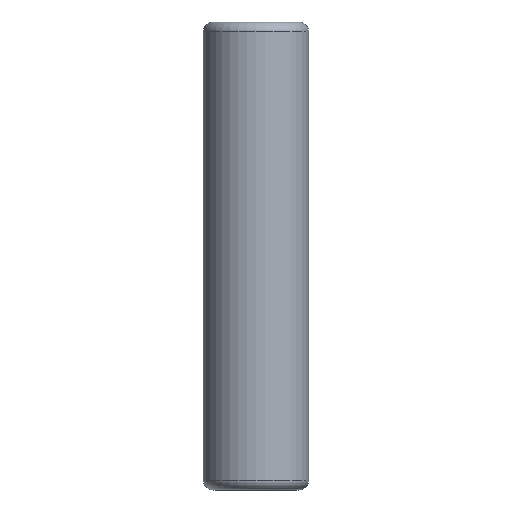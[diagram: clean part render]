
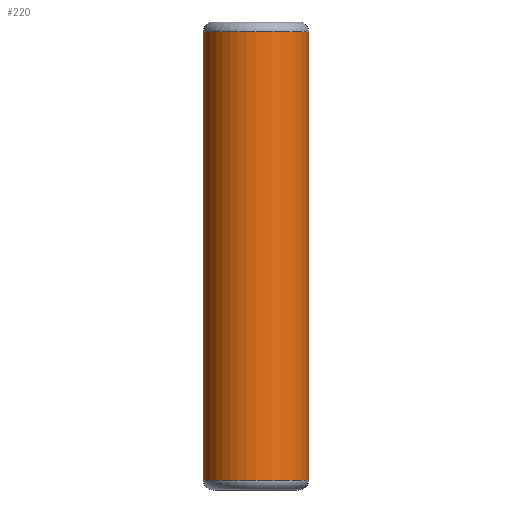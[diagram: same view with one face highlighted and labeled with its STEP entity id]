
A CAD part, front view. The second image highlights one B-rep face of the part: STEP entity #220.
In plain terms, the highlighted cylindrical face has radius 8 mm (diameter 16 mm), a partial arc.
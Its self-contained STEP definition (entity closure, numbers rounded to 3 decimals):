
#1 = EDGE_CURVE ( 'NONE', #26, #13, #184, .T. ) ;
#10 = CARTESIAN_POINT ( 'NONE',  ( 8., 0., 71. ) ) ;
#11 = VERTEX_POINT ( 'NONE', #409 ) ;
#13 = VERTEX_POINT ( 'NONE', #28 ) ;
#16 = VERTEX_POINT ( 'NONE', #405 ) ;
#26 = VERTEX_POINT ( 'NONE', #391 ) ;
#27 = DIRECTION ( 'NONE',  ( 0., 0., -1. ) ) ;
#28 = CARTESIAN_POINT ( 'NONE',  ( 8., 0., 1.5 ) ) ;
#32 = CARTESIAN_POINT ( 'NONE',  ( -8., 0., 71. ) ) ;
#39 = CARTESIAN_POINT ( 'NONE',  ( 0., 0., 69.5 ) ) ;
#51 = DIRECTION ( 'NONE',  ( 0., 0., -1. ) ) ;
#69 = EDGE_CURVE ( 'NONE', #16, #13, #192, .T. ) ;
#84 = CARTESIAN_POINT ( 'NONE',  ( 0., 0., 71. ) ) ;
#92 = DIRECTION ( 'NONE',  ( -1., 0., 0. ) ) ;
#106 = DIRECTION ( 'NONE',  ( 0., 0., -1. ) ) ;
#136 = ORIENTED_EDGE ( 'NONE', *, *, #1, .F. ) ;
#137 = ORIENTED_EDGE ( 'NONE', *, *, #249, .T. ) ;
#138 = ORIENTED_EDGE ( 'NONE', *, *, #248, .T. ) ;
#139 = ORIENTED_EDGE ( 'NONE', *, *, #69, .T. ) ;
#171 = EDGE_LOOP ( 'NONE', ( #136, #137, #138, #139 ) ) ;
#184 = LINE ( 'NONE', #10, #185 ) ;
#185 = VECTOR ( 'NONE', #27, 1000. ) ;
#189 = FACE_OUTER_BOUND ( 'NONE', #171, .T. ) ;
#192 = CIRCLE ( 'NONE', #255, 8. ) ;
#220 = ADVANCED_FACE ( 'NONE', ( #189 ), #425, .T. ) ;
#248 = EDGE_CURVE ( 'NONE', #11, #16, #315, .T. ) ;
#249 = EDGE_CURVE ( 'NONE', #26, #11, #321, .T. ) ;
#255 = AXIS2_PLACEMENT_3D ( 'NONE', #389, #390, #378 ) ;
#271 = AXIS2_PLACEMENT_3D ( 'NONE', #84, #106, #92 ) ;
#280 = AXIS2_PLACEMENT_3D ( 'NONE', #39, #454, #453 ) ;
#312 = VECTOR ( 'NONE', #51, 1000. ) ;
#315 = LINE ( 'NONE', #32, #312 ) ;
#321 = CIRCLE ( 'NONE', #280, 8. ) ;
#378 = DIRECTION ( 'NONE',  ( 1., 0., 0. ) ) ;
#389 = CARTESIAN_POINT ( 'NONE',  ( 0., 0., 1.5 ) ) ;
#390 = DIRECTION ( 'NONE',  ( 0., 0., 1. ) ) ;
#391 = CARTESIAN_POINT ( 'NONE',  ( 8., 0., 69.5 ) ) ;
#405 = CARTESIAN_POINT ( 'NONE',  ( -8., 0., 1.5 ) ) ;
#409 = CARTESIAN_POINT ( 'NONE',  ( -8., 0., 69.5 ) ) ;
#425 = CYLINDRICAL_SURFACE ( 'NONE', #271, 8. ) ;
#453 = DIRECTION ( 'NONE',  ( 1., 0., 0. ) ) ;
#454 = DIRECTION ( 'NONE',  ( 0., 0., -1. ) ) ;
